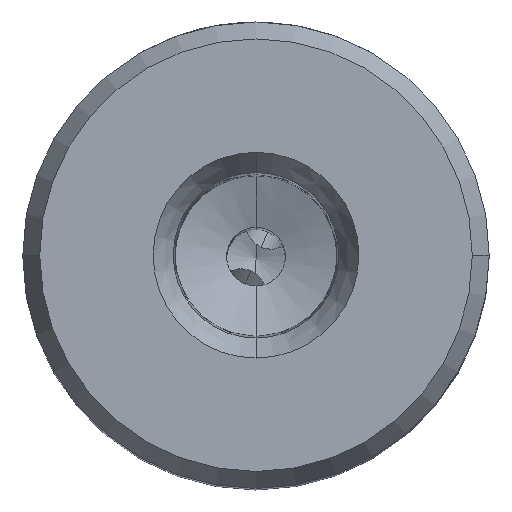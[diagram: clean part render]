
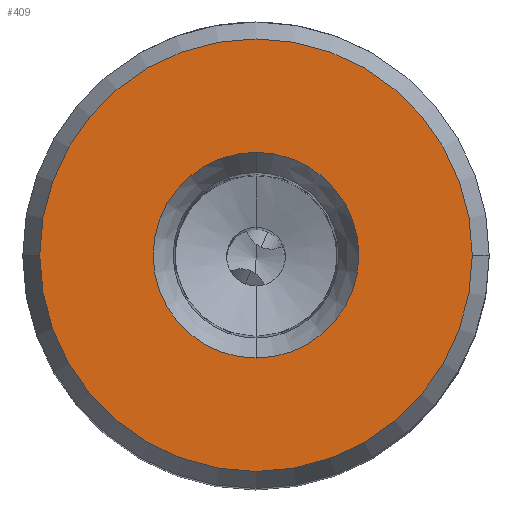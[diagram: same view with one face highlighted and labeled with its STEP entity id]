
A CAD part, top view. The second image highlights one B-rep face of the part: STEP entity #409.
In plain terms, the highlighted planar face has unit normal (0, 0, 1).
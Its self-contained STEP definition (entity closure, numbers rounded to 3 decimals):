
#44=FACE_BOUND('',#712,.T.);
#45=FACE_BOUND('',#713,.T.);
#70=PLANE('',#3031);
#409=ADVANCED_FACE('',(#44,#45),#70,.T.);
#712=EDGE_LOOP('',(#1249,#1250));
#713=EDGE_LOOP('',(#1251,#1252));
#821=CIRCLE('',#3023,7.);
#822=CIRCLE('',#3025,7.);
#823=CIRCLE('',#3027,14.72);
#825=CIRCLE('',#3030,14.72);
#1249=ORIENTED_EDGE('',*,*,#2348,.F.);
#1250=ORIENTED_EDGE('',*,*,#2351,.F.);
#1251=ORIENTED_EDGE('',*,*,#2356,.F.);
#1252=ORIENTED_EDGE('',*,*,#2353,.F.);
#1977=VERTEX_POINT('',#8000);
#1978=VERTEX_POINT('',#8001);
#1979=VERTEX_POINT('',#8008);
#1981=VERTEX_POINT('',#8011);
#2348=EDGE_CURVE('',#1977,#1978,#821,.T.);
#2351=EDGE_CURVE('',#1978,#1977,#822,.T.);
#2353=EDGE_CURVE('',#1979,#1981,#823,.T.);
#2356=EDGE_CURVE('',#1981,#1979,#825,.T.);
#3023=AXIS2_PLACEMENT_3D('',#7999,#3339,#3340);
#3025=AXIS2_PLACEMENT_3D('',#8005,#3345,#3346);
#3027=AXIS2_PLACEMENT_3D('',#8010,#3350,#3351);
#3030=AXIS2_PLACEMENT_3D('',#8016,#3357,#3358);
#3031=AXIS2_PLACEMENT_3D('',#8017,#3359,#3360);
#3339=DIRECTION('',(0.,0.,1.));
#3340=DIRECTION('',(0.,-1.,0.));
#3345=DIRECTION('',(0.,0.,1.));
#3346=DIRECTION('',(0.,1.,0.));
#3350=DIRECTION('',(0.,0.,-1.));
#3351=DIRECTION('',(1.,0.,0.));
#3357=DIRECTION('',(0.,0.,-1.));
#3358=DIRECTION('',(-1.,0.,0.));
#3359=DIRECTION('',(0.,0.,1.));
#3360=DIRECTION('',(1.,0.,0.));
#7999=CARTESIAN_POINT('',(0.,0.,30.2));
#8000=CARTESIAN_POINT('',(0.,-7.,30.2));
#8001=CARTESIAN_POINT('',(0.,7.,30.2));
#8005=CARTESIAN_POINT('',(0.,0.,30.2));
#8008=CARTESIAN_POINT('',(14.72,0.,30.2));
#8010=CARTESIAN_POINT('',(0.,0.,30.2));
#8011=CARTESIAN_POINT('',(-14.72,0.,30.2));
#8016=CARTESIAN_POINT('',(0.,0.,30.2));
#8017=CARTESIAN_POINT('',(0.,0.,30.2));
